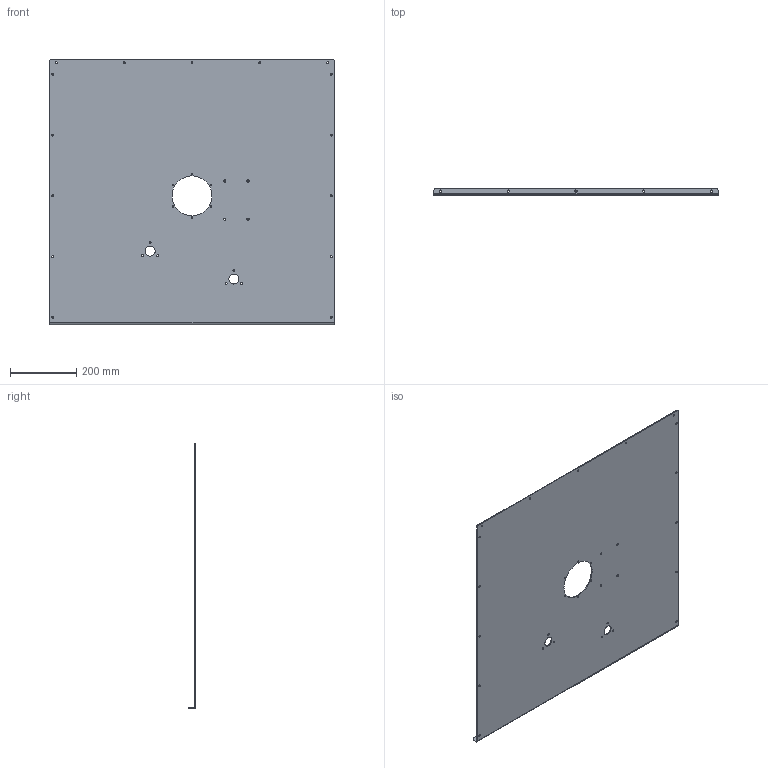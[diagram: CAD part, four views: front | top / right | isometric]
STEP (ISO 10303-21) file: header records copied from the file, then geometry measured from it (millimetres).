
FILE_DESCRIPTION (( 'STEP AP214' ), '1' );
FILE_NAME ('BoxTop.STEP', '2021-12-01T10:14:44', ( '' ), ( '' ), 'SwSTEP 2.0', 'SolidWorks 2020', '' );
FILE_SCHEMA (( 'AUTOMOTIVE_DESIGN' ));
Length unit declared in the file: millimetre
Products named in the file (1): BoxTop
Bounding box: 856 x 23 x 798 mm (x, y, z)
Volume: 2054545.3 mm3; surface area: 1383313.6 mm2
Topology: 1 solids, 1 shells, 96 faces, 274 edges, 180 vertices
Faces by surface type: cylinder 84, plane 12
Entity records: 3412 total; most frequent: DIRECTION 636, CARTESIAN_POINT 551, ORIENTED_EDGE 548, EDGE_CURVE 274, AXIS2_PLACEMENT_3D 265, VERTEX_POINT 180, EDGE_LOOP 174, CIRCLE 168
